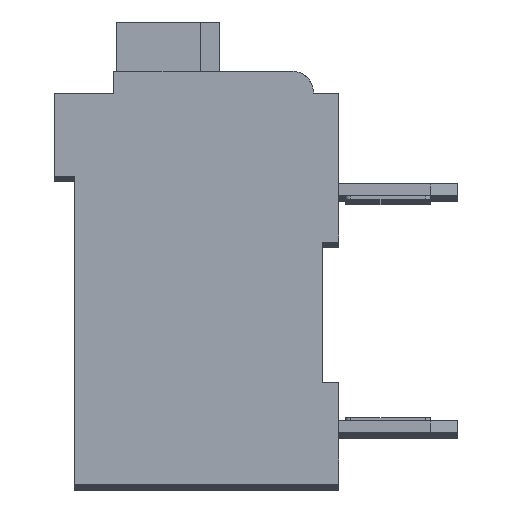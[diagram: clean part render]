
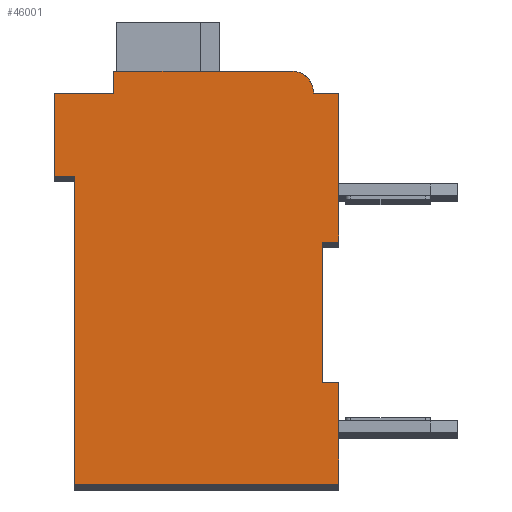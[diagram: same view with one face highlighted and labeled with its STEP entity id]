
A CAD part, top view. The second image highlights one B-rep face of the part: STEP entity #46001.
In plain terms, the highlighted planar face has unit normal (0, 0, 1).
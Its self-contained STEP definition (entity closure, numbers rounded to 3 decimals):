
#13830=DIRECTION('',(1.,0.,0.));
#13831=VECTOR('',#13830,0.5);
#13832=CARTESIAN_POINT('',(7.3,7.15,2.1));
#13833=LINE('',#13832,#13831);
#13834=DIRECTION('',(0.,1.,0.));
#13835=VECTOR('',#13834,4.15);
#13836=CARTESIAN_POINT('',(7.3,3.,2.1));
#13837=LINE('',#13836,#13835);
#13838=DIRECTION('',(-1.,0.,0.));
#13839=VECTOR('',#13838,0.5);
#13840=CARTESIAN_POINT('',(7.8,3.,2.1));
#13841=LINE('',#13840,#13839);
#13842=DIRECTION('',(0.,1.,0.));
#13843=VECTOR('',#13842,3.);
#13844=CARTESIAN_POINT('',(7.8,0.,2.1));
#13845=LINE('',#13844,#13843);
#13846=DIRECTION('',(1.,0.,0.));
#13847=VECTOR('',#13846,7.8);
#13848=CARTESIAN_POINT('',(0.,0.,2.1));
#13849=LINE('',#13848,#13847);
#13850=DIRECTION('',(0.,-1.,0.));
#13851=VECTOR('',#13850,9.1);
#13852=CARTESIAN_POINT('',(0.,9.1,2.1));
#13853=LINE('',#13852,#13851);
#13854=DIRECTION('',(1.,0.,0.));
#13855=VECTOR('',#13854,0.6);
#13856=CARTESIAN_POINT('',(-0.6,9.1,2.1));
#13857=LINE('',#13856,#13855);
#13858=DIRECTION('',(0.,-1.,0.));
#13859=VECTOR('',#13858,2.45);
#13860=CARTESIAN_POINT('',(-0.6,11.55,2.1));
#13861=LINE('',#13860,#13859);
#13862=DIRECTION('',(-1.,0.,0.));
#13863=VECTOR('',#13862,1.75);
#13864=CARTESIAN_POINT('',(1.15,11.55,2.1));
#13865=LINE('',#13864,#13863);
#13866=DIRECTION('',(0.,-1.,0.));
#13867=VECTOR('',#13866,0.65);
#13868=CARTESIAN_POINT('',(1.15,12.2,2.1));
#13869=LINE('',#13868,#13867);
#13870=DIRECTION('',(-1.,0.,0.));
#13871=VECTOR('',#13870,5.25);
#13872=CARTESIAN_POINT('',(6.4,12.2,2.1));
#13873=LINE('',#13872,#13871);
#13874=CARTESIAN_POINT('',(6.4,11.55,2.1));
#13875=DIRECTION('',(0.,0.,1.));
#13876=DIRECTION('',(1.,0.,0.));
#13877=AXIS2_PLACEMENT_3D('',#13874,#13875,#13876);
#13879=DIRECTION('',(-1.,0.,0.));
#13880=VECTOR('',#13879,0.75);
#13881=CARTESIAN_POINT('',(7.8,11.55,2.1));
#13882=LINE('',#13881,#13880);
#13883=DIRECTION('',(0.,1.,0.));
#13884=VECTOR('',#13883,4.4);
#13885=CARTESIAN_POINT('',(7.8,7.15,2.1));
#13886=LINE('',#13885,#13884);
#22937=CARTESIAN_POINT('',(7.3,7.15,2.1));
#22938=CARTESIAN_POINT('',(7.8,7.15,2.1));
#22939=VERTEX_POINT('',#22937);
#22940=VERTEX_POINT('',#22938);
#22941=CARTESIAN_POINT('',(7.8,11.55,2.1));
#22942=VERTEX_POINT('',#22941);
#22943=CARTESIAN_POINT('',(7.05,11.55,2.1));
#22944=VERTEX_POINT('',#22943);
#22945=CARTESIAN_POINT('',(6.4,12.2,2.1));
#22946=VERTEX_POINT('',#22945);
#22947=CARTESIAN_POINT('',(1.15,12.2,2.1));
#22948=VERTEX_POINT('',#22947);
#22949=CARTESIAN_POINT('',(1.15,11.55,2.1));
#22950=VERTEX_POINT('',#22949);
#22951=CARTESIAN_POINT('',(-0.6,11.55,2.1));
#22952=VERTEX_POINT('',#22951);
#22953=CARTESIAN_POINT('',(-0.6,9.1,2.1));
#22954=VERTEX_POINT('',#22953);
#22955=CARTESIAN_POINT('',(0.,9.1,2.1));
#22956=VERTEX_POINT('',#22955);
#22957=CARTESIAN_POINT('',(0.,0.,2.1));
#22958=VERTEX_POINT('',#22957);
#22959=CARTESIAN_POINT('',(7.8,0.,2.1));
#22960=VERTEX_POINT('',#22959);
#22961=CARTESIAN_POINT('',(7.8,3.,2.1));
#22962=VERTEX_POINT('',#22961);
#22963=CARTESIAN_POINT('',(7.3,3.,2.1));
#22964=VERTEX_POINT('',#22963);
#45980=CARTESIAN_POINT('',(0.,0.,2.1));
#45981=DIRECTION('',(0.,0.,1.));
#45982=DIRECTION('',(1.,0.,0.));
#45983=AXIS2_PLACEMENT_3D('',#45980,#45981,#45982);
#45984=PLANE('',#45983);
#45985=ORIENTED_EDGE('',*,*,#30214,.F.);
#45986=ORIENTED_EDGE('',*,*,#31246,.F.);
#45987=ORIENTED_EDGE('',*,*,#39716,.F.);
#45988=ORIENTED_EDGE('',*,*,#40311,.F.);
#45989=ORIENTED_EDGE('',*,*,#40998,.F.);
#45990=ORIENTED_EDGE('',*,*,#41903,.F.);
#45991=ORIENTED_EDGE('',*,*,#42252,.F.);
#45992=ORIENTED_EDGE('',*,*,#42591,.F.);
#45993=ORIENTED_EDGE('',*,*,#43105,.F.);
#45994=ORIENTED_EDGE('',*,*,#44080,.F.);
#45995=ORIENTED_EDGE('',*,*,#44852,.F.);
#45996=ORIENTED_EDGE('',*,*,#43156,.F.);
#45997=ORIENTED_EDGE('',*,*,#43821,.F.);
#45998=ORIENTED_EDGE('',*,*,#31141,.F.);
#45999=EDGE_LOOP('',(#45985,#45986,#45987,#45988,#45989,#45990,#45991,#45992,
#45993,#45994,#45995,#45996,#45997,#45998));
#46000=FACE_OUTER_BOUND('',#45999,.F.);
#13878=CIRCLE('',#13877,0.65);
#30214=EDGE_CURVE('',#22939,#22940,#13833,.T.);
#31141=EDGE_CURVE('',#22940,#22942,#13886,.T.);
#31246=EDGE_CURVE('',#22964,#22939,#13837,.T.);
#39716=EDGE_CURVE('',#22962,#22964,#13841,.T.);
#40311=EDGE_CURVE('',#22960,#22962,#13845,.T.);
#40998=EDGE_CURVE('',#22958,#22960,#13849,.T.);
#41903=EDGE_CURVE('',#22956,#22958,#13853,.T.);
#42252=EDGE_CURVE('',#22954,#22956,#13857,.T.);
#42591=EDGE_CURVE('',#22952,#22954,#13861,.T.);
#43105=EDGE_CURVE('',#22950,#22952,#13865,.T.);
#43156=EDGE_CURVE('',#22944,#22946,#13878,.T.);
#43821=EDGE_CURVE('',#22942,#22944,#13882,.T.);
#44080=EDGE_CURVE('',#22948,#22950,#13869,.T.);
#44852=EDGE_CURVE('',#22946,#22948,#13873,.T.);
#46001=ADVANCED_FACE('',(#46000),#45984,.T.);
